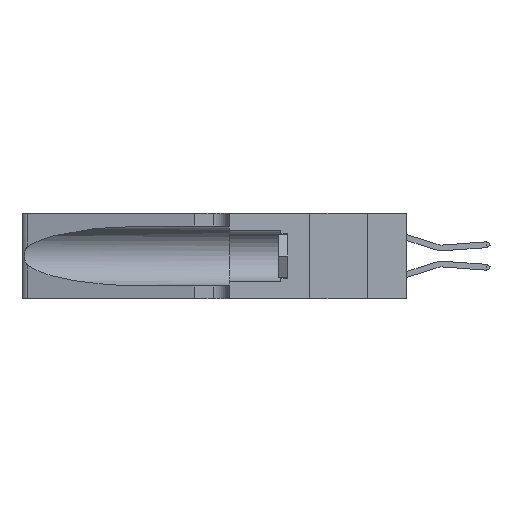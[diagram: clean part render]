
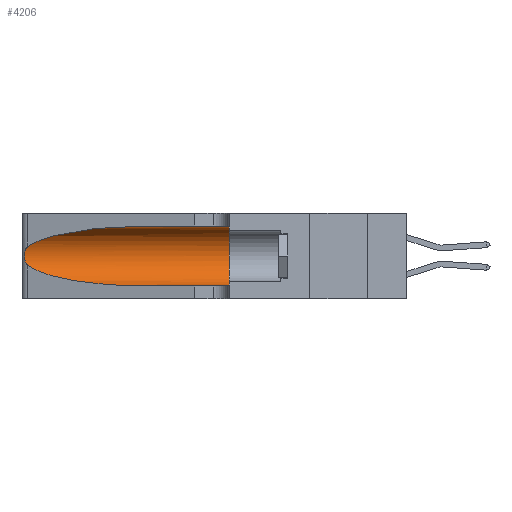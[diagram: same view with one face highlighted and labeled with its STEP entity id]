
A CAD part, left-side view. The second image highlights one B-rep face of the part: STEP entity #4206.
In plain terms, the highlighted cylindrical face has radius 3.308 mm (diameter 6.617 mm), a partial arc.
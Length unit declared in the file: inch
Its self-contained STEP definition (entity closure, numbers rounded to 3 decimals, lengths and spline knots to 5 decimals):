
#30 = CARTESIAN_POINT ( 'NONE',  ( 0.26075, 1.23896, 0.178 ) ) ;
#143 = CARTESIAN_POINT ( 'NONE',  ( 0.1305, 0.72297, 0.31525 ) ) ;
#216 = CIRCLE ( 'NONE', #3370, 0.13025 ) ;
#252 = CARTESIAN_POINT ( 'NONE',  ( 0.25487, 1.22718, 0.14631 ) ) ;
#510 = CARTESIAN_POINT ( 'NONE',  ( 0.25487, 1.22718, 0.22369 ) ) ;
#537 = CARTESIAN_POINT ( 'NONE',  ( 0.25487, 1.22718, 0.14631 ) ) ;
#794 = EDGE_CURVE ( 'NONE', #11294, #15280, #4366, .T. ) ;
#1128 = ORIENTED_EDGE ( 'NONE', *, *, #14798, .T. ) ;
#1132 = ORIENTED_EDGE ( 'NONE', *, *, #794, .F. ) ;
#1228 = LINE ( 'NONE', #5480, #18533 ) ;
#2102 = VERTEX_POINT ( 'NONE', #10700 ) ;
#2289 = CYLINDRICAL_SURFACE ( 'NONE', #6607, 0.13025 ) ;
#2406 = FACE_OUTER_BOUND ( 'NONE', #2869, .T. ) ;
#2515 =( BOUNDED_CURVE ( )  B_SPLINE_CURVE ( 3, ( #4073, #15706, #5625, #5553 ),
 .UNSPECIFIED., .F., .T. ) 
 B_SPLINE_CURVE_WITH_KNOTS ( ( 4, 4 ),
 ( 1.5708, 2.84003 ),
 .UNSPECIFIED. ) 
 CURVE ( )  GEOMETRIC_REPRESENTATION_ITEM ( )  RATIONAL_B_SPLINE_CURVE ( ( 1., 0.87, 0.87, 1. ) ) 
 REPRESENTATION_ITEM ( '' )  );
#2720 = CARTESIAN_POINT ( 'NONE',  ( 0.1305, 1.61858, 0.185 ) ) ;
#2869 = EDGE_LOOP ( 'NONE', ( #17742, #1128, #17558, #4699, #13760, #1132 ) ) ;
#3370 = AXIS2_PLACEMENT_3D ( 'NONE', #13292, #9886, #16729 ) ;
#3541 = EDGE_CURVE ( 'NONE', #20158, #2102, #4529, .T. ) ;
#3768 = CARTESIAN_POINT ( 'NONE',  ( 0.25856, 1.23593, 0.16098 ) ) ;
#3789 = DIRECTION ( 'NONE',  ( 0., -1., 0. ) ) ;
#4073 = CARTESIAN_POINT ( 'NONE',  ( 0.1305, 0.72297, 0.31525 ) ) ;
#4206 = ADVANCED_FACE ( 'NONE', ( #2406 ), #2289, .F. ) ;
#4366 = LINE ( 'NONE', #18951, #15899 ) ;
#4529 =( BOUNDED_CURVE ( )  B_SPLINE_CURVE ( 3, ( #20076, #10068, #11797, #6679 ),
 .UNSPECIFIED., .F., .T. ) 
 B_SPLINE_CURVE_WITH_KNOTS ( ( 4, 4 ),
 ( 3.44316, 4.71239 ),
 .UNSPECIFIED. ) 
 CURVE ( )  GEOMETRIC_REPRESENTATION_ITEM ( )  RATIONAL_B_SPLINE_CURVE ( ( 1., 0.87, 0.87, 1. ) ) 
 REPRESENTATION_ITEM ( '' )  );
#4699 = ORIENTED_EDGE ( 'NONE', *, *, #8199, .T. ) ;
#5480 = CARTESIAN_POINT ( 'NONE',  ( 0.1305, 1.61858, 0.05475 ) ) ;
#5553 = CARTESIAN_POINT ( 'NONE',  ( 0.25487, 1.22718, 0.22369 ) ) ;
#5625 = CARTESIAN_POINT ( 'NONE',  ( 0.2373, 1.15595, 0.28018 ) ) ;
#6607 = AXIS2_PLACEMENT_3D ( 'NONE', #2720, #9585, #19732 ) ;
#6679 = CARTESIAN_POINT ( 'NONE',  ( 0.1305, 0.72297, 0.05475 ) ) ;
#7308 = EDGE_CURVE ( 'NONE', #15280, #8009, #216, .T. ) ;
#8009 = VERTEX_POINT ( 'NONE', #20378 ) ;
#8199 = EDGE_CURVE ( 'NONE', #2102, #8009, #1228, .T. ) ;
#8928 = CARTESIAN_POINT ( 'NONE',  ( 0.25639, 1.23186, 0.15144 ) ) ;
#9093 = CARTESIAN_POINT ( 'NONE',  ( 0.25555, 1.22993, 0.14849 ) ) ;
#9585 = DIRECTION ( 'NONE',  ( 0., -1., 0. ) ) ;
#9886 = DIRECTION ( 'NONE',  ( 0., 1., 0. ) ) ;
#10068 = CARTESIAN_POINT ( 'NONE',  ( 0.2373, 1.15595, 0.08982 ) ) ;
#10126 = CARTESIAN_POINT ( 'NONE',  ( 0.26075, 1.23896, 0.19203 ) ) ;
#10700 = CARTESIAN_POINT ( 'NONE',  ( 0.1305, 0.72297, 0.05475 ) ) ;
#11294 = VERTEX_POINT ( 'NONE', #143 ) ;
#11557 = CARTESIAN_POINT ( 'NONE',  ( 0.25639, 1.23184, 0.21858 ) ) ;
#11797 = CARTESIAN_POINT ( 'NONE',  ( 0.18966, 0.96281, 0.05475 ) ) ;
#13292 = CARTESIAN_POINT ( 'NONE',  ( 0.1305, 0.35, 0.185 ) ) ;
#13760 = ORIENTED_EDGE ( 'NONE', *, *, #7308, .F. ) ;
#14068 = CARTESIAN_POINT ( 'NONE',  ( 0.25487, 1.22718, 0.22369 ) ) ;
#14798 = EDGE_CURVE ( 'NONE', #20835, #20158, #20789, .T. ) ;
#15179 = CARTESIAN_POINT ( 'NONE',  ( 0.25787, 1.23484, 0.2124 ) ) ;
#15280 = VERTEX_POINT ( 'NONE', #17016 ) ;
#15336 = CARTESIAN_POINT ( 'NONE',  ( 0.26018, 1.23835, 0.19895 ) ) ;
#15706 = CARTESIAN_POINT ( 'NONE',  ( 0.18966, 0.96281, 0.31525 ) ) ;
#15899 = VECTOR ( 'NONE', #19088, 39.37008 ) ;
#16729 = DIRECTION ( 'NONE',  ( 0., 0., 1. ) ) ;
#17016 = CARTESIAN_POINT ( 'NONE',  ( 0.1305, 0.35, 0.31525 ) ) ;
#17100 = CARTESIAN_POINT ( 'NONE',  ( 0.25854, 1.2359, 0.20912 ) ) ;
#17558 = ORIENTED_EDGE ( 'NONE', *, *, #3541, .T. ) ;
#17742 = ORIENTED_EDGE ( 'NONE', *, *, #19773, .T. ) ;
#18508 = CARTESIAN_POINT ( 'NONE',  ( 0.26017, 1.23833, 0.17102 ) ) ;
#18533 = VECTOR ( 'NONE', #3789, 39.37008 ) ;
#18951 = CARTESIAN_POINT ( 'NONE',  ( 0.1305, 1.61858, 0.31525 ) ) ;
#19088 = DIRECTION ( 'NONE',  ( 0., -1., 0. ) ) ;
#19732 = DIRECTION ( 'NONE',  ( 0., 0., -1. ) ) ;
#19773 = EDGE_CURVE ( 'NONE', #11294, #20835, #2515, .T. ) ;
#20076 = CARTESIAN_POINT ( 'NONE',  ( 0.25487, 1.22718, 0.14631 ) ) ;
#20158 = VERTEX_POINT ( 'NONE', #252 ) ;
#20378 = CARTESIAN_POINT ( 'NONE',  ( 0.1305, 0.35, 0.05475 ) ) ;
#20552 = CARTESIAN_POINT ( 'NONE',  ( 0.25789, 1.23486, 0.15765 ) ) ;
#20789 = B_SPLINE_CURVE_WITH_KNOTS ( 'NONE', 3,
 ( #14068, #20791, #11557, #15179, #17100, #15336, #10126, #30, #18508, #3768, #20552, #8928, #9093, #537 ),
 .UNSPECIFIED., .F., .F.,
 ( 4, 2, 2, 2, 2, 2, 4 ),
 ( 0., 0.00027, 0.00053, 0.00107, 0.0016, 0.00187, 0.00214 ),
 .UNSPECIFIED. ) ;
#20791 = CARTESIAN_POINT ( 'NONE',  ( 0.25555, 1.22994, 0.2215 ) ) ;
#20835 = VERTEX_POINT ( 'NONE', #510 ) ;
